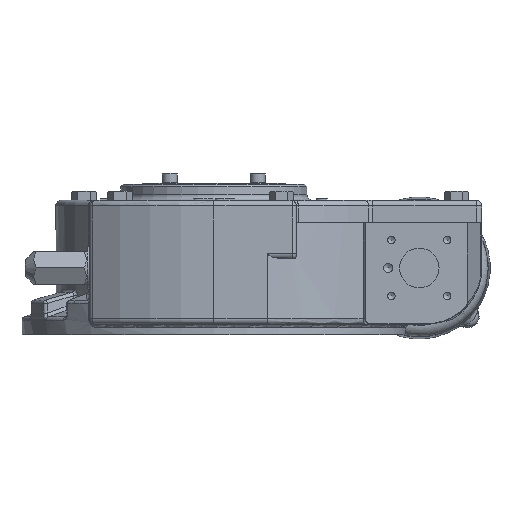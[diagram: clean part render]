
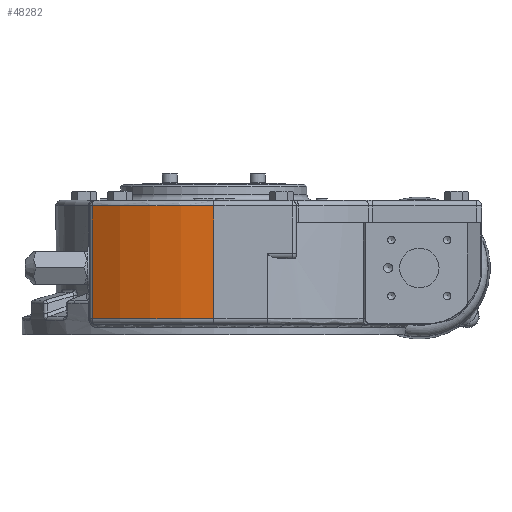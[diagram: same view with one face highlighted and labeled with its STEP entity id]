
A CAD part, left-side view. The second image highlights one B-rep face of the part: STEP entity #48282.
In plain terms, the highlighted cylindrical face has radius 185 mm (diameter 370 mm), a partial arc.
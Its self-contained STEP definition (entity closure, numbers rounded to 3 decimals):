
#351=CIRCLE('',#50554,185.);
#352=CIRCLE('',#50555,185.);
#977=CYLINDRICAL_SURFACE('',#50553,185.);
#1173=LINE('',#62657,#4373);
#1174=LINE('',#62661,#4374);
#4373=VECTOR('',#53197,1000.);
#4374=VECTOR('',#53200,1000.);
#7990=ORIENTED_EDGE('',*,*,#18223,.T.);
#7991=ORIENTED_EDGE('',*,*,#18224,.T.);
#7992=ORIENTED_EDGE('',*,*,#18225,.F.);
#7993=ORIENTED_EDGE('',*,*,#18226,.T.);
#18223=EDGE_CURVE('',#23339,#23340,#1173,.T.);
#18224=EDGE_CURVE('',#23340,#23341,#351,.F.);
#18225=EDGE_CURVE('',#23342,#23341,#1174,.T.);
#18226=EDGE_CURVE('',#23342,#23339,#352,.F.);
#23339=VERTEX_POINT('',#62654);
#23340=VERTEX_POINT('',#62658);
#23341=VERTEX_POINT('',#62660);
#23342=VERTEX_POINT('',#62662);
#27926=EDGE_LOOP('',(#7990,#7991,#7992,#7993));
#30611=FACE_BOUND('',#27926,.T.);
#48282=ADVANCED_FACE('',(#30611),#977,.T.);
#50553=AXIS2_PLACEMENT_3D('',#62656,#53195,#53196);
#50554=AXIS2_PLACEMENT_3D('',#62659,#53198,#53199);
#50555=AXIS2_PLACEMENT_3D('',#62663,#53201,#53202);
#53195=DIRECTION('',(0.,0.,-1.));
#53196=DIRECTION('',(-1.,0.,0.));
#53197=DIRECTION('',(0.,0.,-1.));
#53198=DIRECTION('',(0.,0.,-1.));
#53199=DIRECTION('',(-1.,0.,0.));
#53200=DIRECTION('',(0.,0.,-1.));
#53201=DIRECTION('',(0.,0.,1.));
#53202=DIRECTION('',(1.,0.,0.));
#62654=CARTESIAN_POINT('',(-150.263,107.917,117.));
#62656=CARTESIAN_POINT('',(0.,0.,122.));
#62657=CARTESIAN_POINT('',(-150.263,107.917,122.));
#62658=CARTESIAN_POINT('',(-150.263,107.917,17.));
#62659=CARTESIAN_POINT('',(0.,0.,17.));
#62660=CARTESIAN_POINT('',(-185.,0.,17.));
#62661=CARTESIAN_POINT('',(-185.,0.,122.));
#62662=CARTESIAN_POINT('',(-185.,0.,117.));
#62663=CARTESIAN_POINT('',(0.,0.,117.));
